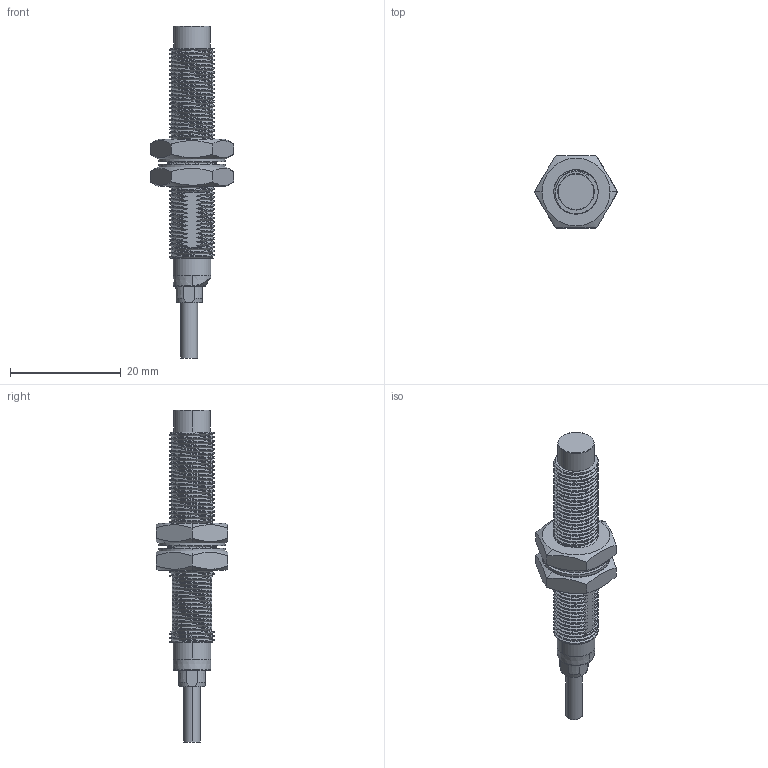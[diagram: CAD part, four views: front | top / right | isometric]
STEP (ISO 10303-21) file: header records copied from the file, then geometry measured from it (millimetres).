
FILE_DESCRIPTION((''),'2;1');
FILE_NAME('PRT0010','2022-03-23T',('EDY'),(''),'CREO PARAMETRIC BY PTC INC, 2018070','CREO PARAMETRIC BY PTC INC, 2018070','');
FILE_SCHEMA(('CONFIG_CONTROL_DESIGN'));
Products named in the file (1): PRT0010
Bounding box: 15.01 x 13 x 60 mm (x, y, z)
Volume: 2989.9 mm3; surface area: 3105.8 mm2
Topology: 1 solids, 5 shells, 832 faces, 2483 edges, 1669 vertices
Faces by surface type: plane 506, cylinder 194, bspline 73, cone 48, torus 11
Entity records: 81265 total; most frequent: CARTESIAN_POINT 59665, ORIENTED_EDGE 4966, DIRECTION 3822, EDGE_CURVE 2483, VERTEX_POINT 1669, VECTOR 1642, LINE 1642, AXIS2_PLACEMENT_3D 1090
